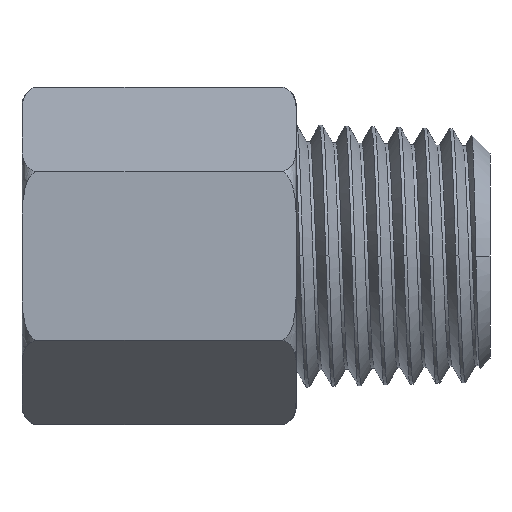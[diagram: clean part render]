
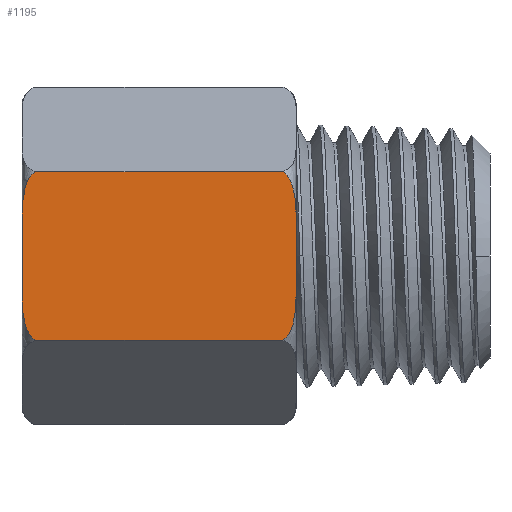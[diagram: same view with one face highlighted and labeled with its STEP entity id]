
A CAD part, front view. The second image highlights one B-rep face of the part: STEP entity #1195.
In plain terms, the highlighted face is planar.
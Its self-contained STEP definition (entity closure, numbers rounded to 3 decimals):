
#82=B_SPLINE_CURVE_WITH_KNOTS('',3,(#1671,#1672,#1673,#1674,#1675,#1676,
#1677,#1678,#1679,#1680,#1681,#1682,#1683,#1684,#1685,#1686),
 .UNSPECIFIED.,.F.,.F.,(4,2,2,2,2,2,2,4),(4.999,5.029,
5.227,5.425,5.752,6.079,6.834,
7.589),.UNSPECIFIED.);
#83=B_SPLINE_CURVE_WITH_KNOTS('',3,(#1691,#1692,#1693,#1694,#1695,#1696,
#1697,#1698,#1699,#1700,#1701,#1702,#1703,#1704,#1705,#1706),
 .UNSPECIFIED.,.F.,.F.,(4,2,2,2,2,2,2,4),(11.431,12.186,
12.942,13.268,13.595,13.793,13.991,
14.022),.UNSPECIFIED.);
#95=B_SPLINE_CURVE_WITH_KNOTS('',3,(#1906,#1907,#1908,#1909,#1910,#1911,
#1912,#1913,#1914,#1915,#1916,#1917,#1918,#1919,#1920,#1921),
 .UNSPECIFIED.,.F.,.F.,(4,2,2,2,2,2,2,4),(4.999,5.029,
5.227,5.425,5.752,6.079,6.834,
7.589),.UNSPECIFIED.);
#100=B_SPLINE_CURVE_WITH_KNOTS('',3,(#1990,#1991,#1992,#1993,#1994,#1995,
#1996,#1997,#1998,#1999,#2000,#2001,#2002,#2003,#2004,#2005),
 .UNSPECIFIED.,.F.,.F.,(4,2,2,2,2,2,2,4),(11.431,12.186,
12.942,13.268,13.595,13.793,13.991,
14.022),.UNSPECIFIED.);
#199=FACE_OUTER_BOUND('',#268,.T.);
#268=EDGE_LOOP('',(#881,#882,#883,#884,#885,#886,#887,#888));
#322=LINE('',#1606,#381);
#325=LINE('',#2079,#384);
#334=LINE('',#2096,#393);
#335=LINE('',#2098,#394);
#381=VECTOR('',#1358,1.);
#384=VECTOR('',#1403,1.);
#393=VECTOR('',#1424,1.);
#394=VECTOR('',#1427,1.);
#474=VERTEX_POINT('',#1603);
#475=VERTEX_POINT('',#1605);
#482=VERTEX_POINT('',#1653);
#483=VERTEX_POINT('',#1670);
#484=VERTEX_POINT('',#1689);
#485=VERTEX_POINT('',#1690);
#498=VERTEX_POINT('',#1905);
#500=VERTEX_POINT('',#1973);
#601=EDGE_CURVE('',#474,#475,#322,.T.);
#609=EDGE_CURVE('',#482,#483,#82,.T.);
#611=EDGE_CURVE('',#484,#485,#83,.T.);
#627=EDGE_CURVE('',#498,#474,#95,.T.);
#632=EDGE_CURVE('',#475,#500,#100,.T.);
#639=EDGE_CURVE('',#483,#484,#325,.T.);
#650=EDGE_CURVE('',#482,#500,#334,.T.);
#651=EDGE_CURVE('',#485,#498,#335,.T.);
#881=ORIENTED_EDGE('',*,*,#609,.F.);
#882=ORIENTED_EDGE('',*,*,#650,.T.);
#883=ORIENTED_EDGE('',*,*,#632,.F.);
#884=ORIENTED_EDGE('',*,*,#601,.F.);
#885=ORIENTED_EDGE('',*,*,#627,.F.);
#886=ORIENTED_EDGE('',*,*,#651,.F.);
#887=ORIENTED_EDGE('',*,*,#611,.F.);
#888=ORIENTED_EDGE('',*,*,#639,.F.);
#1171=PLANE('',#1280);
#1195=ADVANCED_FACE('',(#199),#1171,.T.);
#1280=AXIS2_PLACEMENT_3D('',#2097,#1425,#1426);
#1358=DIRECTION('',(0.,-1.,0.));
#1403=DIRECTION('',(0.,1.,0.));
#1424=DIRECTION('',(1.,0.,0.));
#1425=DIRECTION('center_axis',(0.,0.,1.));
#1426=DIRECTION('ref_axis',(0.,-1.,0.));
#1427=DIRECTION('',(1.,0.,0.));
#1603=CARTESIAN_POINT('',(14.882,2.049,7.94));
#1605=CARTESIAN_POINT('',(14.882,-2.049,7.94));
#1606=CARTESIAN_POINT('',(14.882,5.042,7.94));
#1653=CARTESIAN_POINT('',(0.75,-4.584,7.94));
#1670=CARTESIAN_POINT('',(0.,-2.049,7.94));
#1671=CARTESIAN_POINT('Ctrl Pts',(0.75,-4.584,7.94));
#1672=CARTESIAN_POINT('Ctrl Pts',(0.741,-4.579,7.94));
#1673=CARTESIAN_POINT('Ctrl Pts',(0.731,-4.574,7.94));
#1674=CARTESIAN_POINT('Ctrl Pts',(0.665,-4.536,7.94));
#1675=CARTESIAN_POINT('Ctrl Pts',(0.609,-4.491,7.94));
#1676=CARTESIAN_POINT('Ctrl Pts',(0.508,-4.39,7.94));
#1677=CARTESIAN_POINT('Ctrl Pts',(0.463,-4.333,7.94));
#1678=CARTESIAN_POINT('Ctrl Pts',(0.365,-4.188,7.94));
#1679=CARTESIAN_POINT('Ctrl Pts',(0.31,-4.082,7.94));
#1680=CARTESIAN_POINT('Ctrl Pts',(0.22,-3.862,7.94));
#1681=CARTESIAN_POINT('Ctrl Pts',(0.183,-3.748,7.94));
#1682=CARTESIAN_POINT('Ctrl Pts',(0.091,-3.399,
7.94));
#1683=CARTESIAN_POINT('Ctrl Pts',(0.051,-3.127,
7.94));
#1684=CARTESIAN_POINT('Ctrl Pts',(0.006,-2.577,
7.94));
#1685=CARTESIAN_POINT('Ctrl Pts',(0.,-2.3,
7.94));
#1686=CARTESIAN_POINT('Ctrl Pts',(0.,-2.049,
7.94));
#1689=CARTESIAN_POINT('',(0.,2.049,7.94));
#1690=CARTESIAN_POINT('',(0.75,4.584,7.94));
#1691=CARTESIAN_POINT('Ctrl Pts',(0.,2.049,
7.94));
#1692=CARTESIAN_POINT('Ctrl Pts',(0.,2.3,
7.94));
#1693=CARTESIAN_POINT('Ctrl Pts',(0.006,2.577,
7.94));
#1694=CARTESIAN_POINT('Ctrl Pts',(0.051,3.127,7.94));
#1695=CARTESIAN_POINT('Ctrl Pts',(0.091,3.399,7.94));
#1696=CARTESIAN_POINT('Ctrl Pts',(0.183,3.748,7.94));
#1697=CARTESIAN_POINT('Ctrl Pts',(0.22,3.862,7.94));
#1698=CARTESIAN_POINT('Ctrl Pts',(0.31,4.082,7.94));
#1699=CARTESIAN_POINT('Ctrl Pts',(0.365,4.188,7.94));
#1700=CARTESIAN_POINT('Ctrl Pts',(0.463,4.333,7.94));
#1701=CARTESIAN_POINT('Ctrl Pts',(0.508,4.39,7.94));
#1702=CARTESIAN_POINT('Ctrl Pts',(0.609,4.491,7.94));
#1703=CARTESIAN_POINT('Ctrl Pts',(0.665,4.536,7.94));
#1704=CARTESIAN_POINT('Ctrl Pts',(0.731,4.574,7.94));
#1705=CARTESIAN_POINT('Ctrl Pts',(0.741,4.579,7.94));
#1706=CARTESIAN_POINT('Ctrl Pts',(0.75,4.584,7.94));
#1905=CARTESIAN_POINT('',(14.132,4.584,7.94));
#1906=CARTESIAN_POINT('Ctrl Pts',(14.132,4.584,7.94));
#1907=CARTESIAN_POINT('Ctrl Pts',(14.141,4.579,7.94));
#1908=CARTESIAN_POINT('Ctrl Pts',(14.151,4.574,7.94));
#1909=CARTESIAN_POINT('Ctrl Pts',(14.217,4.536,7.94));
#1910=CARTESIAN_POINT('Ctrl Pts',(14.273,4.491,7.94));
#1911=CARTESIAN_POINT('Ctrl Pts',(14.374,4.39,7.94));
#1912=CARTESIAN_POINT('Ctrl Pts',(14.419,4.333,7.94));
#1913=CARTESIAN_POINT('Ctrl Pts',(14.517,4.188,7.94));
#1914=CARTESIAN_POINT('Ctrl Pts',(14.572,4.082,7.94));
#1915=CARTESIAN_POINT('Ctrl Pts',(14.662,3.862,7.94));
#1916=CARTESIAN_POINT('Ctrl Pts',(14.699,3.748,7.94));
#1917=CARTESIAN_POINT('Ctrl Pts',(14.791,3.399,7.94));
#1918=CARTESIAN_POINT('Ctrl Pts',(14.831,3.127,7.94));
#1919=CARTESIAN_POINT('Ctrl Pts',(14.876,2.577,7.94));
#1920=CARTESIAN_POINT('Ctrl Pts',(14.882,2.3,7.94));
#1921=CARTESIAN_POINT('Ctrl Pts',(14.882,2.049,7.94));
#1973=CARTESIAN_POINT('',(14.132,-4.584,7.94));
#1990=CARTESIAN_POINT('Ctrl Pts',(14.882,-2.049,7.94));
#1991=CARTESIAN_POINT('Ctrl Pts',(14.882,-2.3,7.94));
#1992=CARTESIAN_POINT('Ctrl Pts',(14.876,-2.577,7.94));
#1993=CARTESIAN_POINT('Ctrl Pts',(14.831,-3.127,7.94));
#1994=CARTESIAN_POINT('Ctrl Pts',(14.791,-3.399,7.94));
#1995=CARTESIAN_POINT('Ctrl Pts',(14.699,-3.748,7.94));
#1996=CARTESIAN_POINT('Ctrl Pts',(14.662,-3.862,7.94));
#1997=CARTESIAN_POINT('Ctrl Pts',(14.572,-4.082,7.94));
#1998=CARTESIAN_POINT('Ctrl Pts',(14.517,-4.188,7.94));
#1999=CARTESIAN_POINT('Ctrl Pts',(14.419,-4.333,7.94));
#2000=CARTESIAN_POINT('Ctrl Pts',(14.374,-4.39,7.94));
#2001=CARTESIAN_POINT('Ctrl Pts',(14.273,-4.491,7.94));
#2002=CARTESIAN_POINT('Ctrl Pts',(14.217,-4.536,7.94));
#2003=CARTESIAN_POINT('Ctrl Pts',(14.151,-4.574,7.94));
#2004=CARTESIAN_POINT('Ctrl Pts',(14.141,-4.579,7.94));
#2005=CARTESIAN_POINT('Ctrl Pts',(14.132,-4.584,7.94));
#2079=CARTESIAN_POINT('',(0.,5.042,7.94));
#2096=CARTESIAN_POINT('',(0.,-4.584,7.94));
#2097=CARTESIAN_POINT('Origin',(0.,4.584,7.94));
#2098=CARTESIAN_POINT('',(0.,4.584,7.94));
